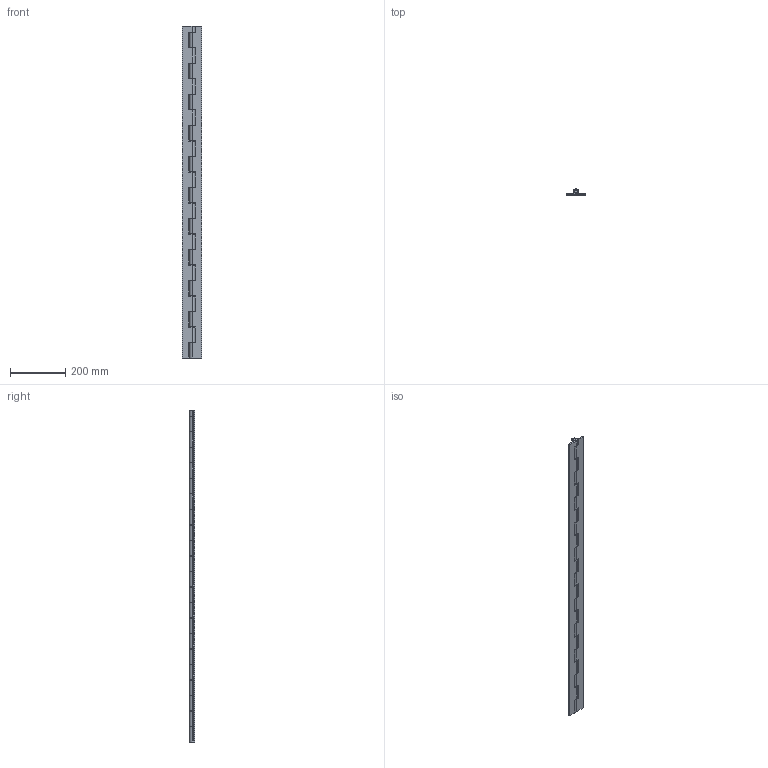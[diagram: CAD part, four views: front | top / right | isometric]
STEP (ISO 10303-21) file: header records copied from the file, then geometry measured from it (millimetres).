
FILE_DESCRIPTION (( 'STEP AP203' ), '1' );
FILE_NAME ('B-808-2.STEP', '2011-10-17T05:18:50', ( '' ), ( '' ), 'SwSTEP 2.0', 'SolidWorks 2011', '' );
FILE_SCHEMA (( 'CONFIG_CONTROL_DESIGN' ));
Length unit declared in the file: millimetre
Products named in the file (4): B-808-2; B-808-2軸_; B-808-2羽根B_; B-808-2羽根A_
Assembly tree (3 placements, depth 2):
  B-808-2
    B-808-2軸_
    B-808-2羽根B_
    B-808-2羽根A_
Bounding box: 70 x 20 x 1200 mm (x, y, z)
Volume: 635707.5 mm3; surface area: 298362 mm2
Topology: 3 solids, 3 shells, 188 faces, 546 edges, 364 vertices
Faces by surface type: cylinder 112, plane 76
Entity records: 6796 total; most frequent: DIRECTION 1158, CARTESIAN_POINT 1104, ORIENTED_EDGE 1092, EDGE_CURVE 546, AXIS2_PLACEMENT_3D 418, VERTEX_POINT 364, VECTOR 322, LINE 322
